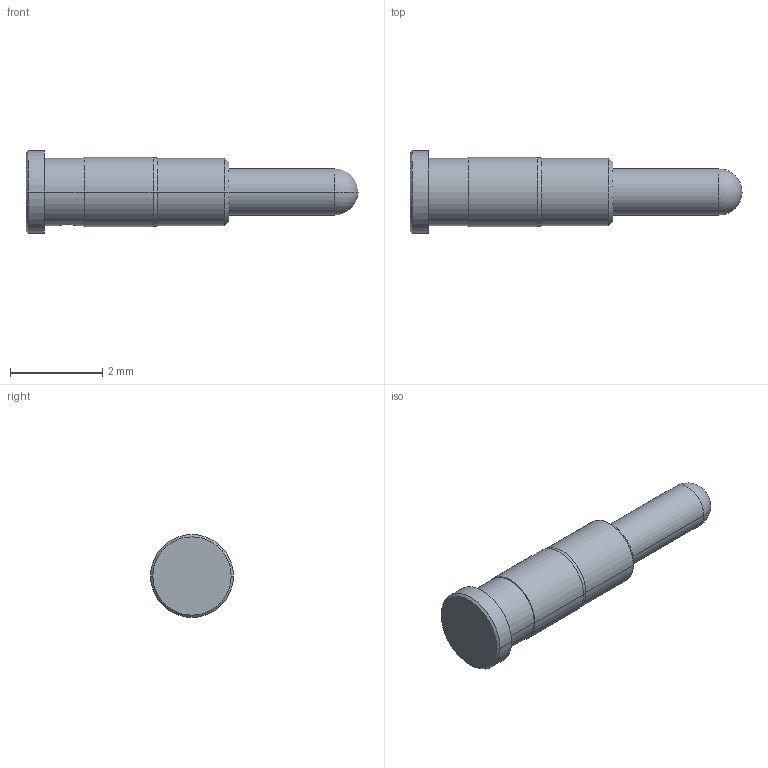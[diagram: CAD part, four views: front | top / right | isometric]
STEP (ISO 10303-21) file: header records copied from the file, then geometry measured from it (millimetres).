
FILE_DESCRIPTION (( 'STEP AP214' ), '1' );
FILE_NAME ('UEBK-12890.STEP', '2015-09-23T14:45:30', ( '' ), ( '' ), 'SwSTEP 2.0', 'SolidWorks 2015', '' );
FILE_SCHEMA (( 'AUTOMOTIVE_DESIGN' ));
Length unit declared in the file: millimetre
Products named in the file (1): UEBK-12890
Bounding box: 7.2 x 1.8 x 1.8 mm (x, y, z)
Volume: 9.9 mm3; surface area: 34.6 mm2
Topology: 1 solids, 1 shells, 25 faces, 52 edges, 31 vertices
Faces by surface type: cylinder 12, cone 6, plane 5, sphere 2
Entity records: 686 total; most frequent: DIRECTION 126, CARTESIAN_POINT 121, ORIENTED_EDGE 96, AXIS2_PLACEMENT_3D 54, EDGE_CURVE 48, VERTEX_POINT 29, EDGE_LOOP 29, CIRCLE 28
